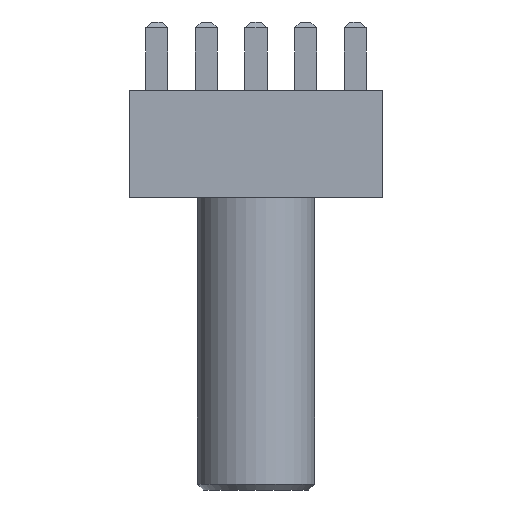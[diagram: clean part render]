
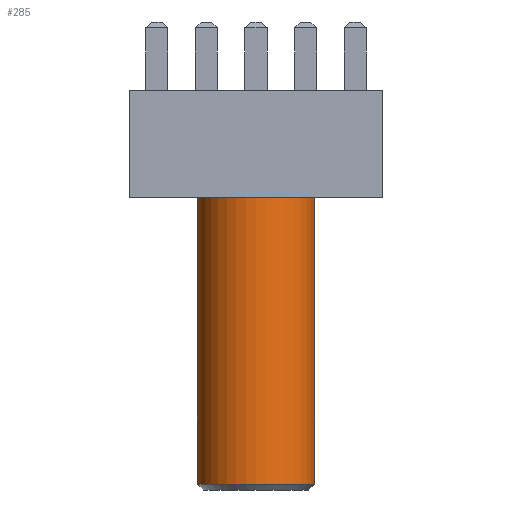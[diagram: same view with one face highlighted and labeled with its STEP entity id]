
A CAD part, front view. The second image highlights one B-rep face of the part: STEP entity #285.
In plain terms, the highlighted cylindrical face has radius 3 mm (diameter 6 mm), a partial arc.
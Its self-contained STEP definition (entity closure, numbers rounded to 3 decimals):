
#285 = ADVANCED_FACE ( 'NONE', ( #733 ), #735, .T. ) ;
#296 = EDGE_CURVE ( 'NONE', #4474, #4519, #913, .T. ) ;
#301 = EDGE_CURVE ( 'NONE', #3478, #3506, #3575, .T. ) ;
#725 = DIRECTION ( 'NONE',  ( 0., 0., 1. ) ) ;
#733 = FACE_OUTER_BOUND ( 'NONE', #3424, .T. ) ;
#734 = CARTESIAN_POINT ( 'NONE',  ( 0., 0., -15. ) ) ;
#735 = CYLINDRICAL_SURFACE ( 'NONE', #3772, 3. ) ;
#736 = DIRECTION ( 'NONE',  ( 1., 0., 0. ) ) ;
#907 = AXIS2_PLACEMENT_3D ( 'NONE', #2596, #2597, #2598 ) ;
#913 = CIRCLE ( 'NONE', #907, 3. ) ;
#2596 = CARTESIAN_POINT ( 'NONE',  ( 0., 0., 0. ) ) ;
#2597 = DIRECTION ( 'NONE',  ( 0., 0., -1. ) ) ;
#2598 = DIRECTION ( 'NONE',  ( -1., 0., 0. ) ) ;
#2612 = CARTESIAN_POINT ( 'NONE',  ( 0., 0., -14.7 ) ) ;
#2614 = DIRECTION ( 'NONE',  ( 0., 0., 1. ) ) ;
#2616 = DIRECTION ( 'NONE',  ( -1., 0., 0. ) ) ;
#3261 = ORIENTED_EDGE ( 'NONE', *, *, #296, .T. ) ;
#3424 = EDGE_LOOP ( 'NONE', ( #4127, #4153, #4126, #3261 ) ) ;
#3478 = VERTEX_POINT ( 'NONE', #6092 ) ;
#3506 = VERTEX_POINT ( 'NONE', #6117 ) ;
#3549 = VECTOR ( 'NONE', #5258, 1000. ) ;
#3575 = CIRCLE ( 'NONE', #3691, 3. ) ;
#3691 = AXIS2_PLACEMENT_3D ( 'NONE', #2612, #2614, #2616 ) ;
#3738 = VECTOR ( 'NONE', #5245, 1000. ) ;
#3772 = AXIS2_PLACEMENT_3D ( 'NONE', #734, #725, #736 ) ;
#4126 = ORIENTED_EDGE ( 'NONE', *, *, #4408, .T. ) ;
#4127 = ORIENTED_EDGE ( 'NONE', *, *, #4404, .F. ) ;
#4153 = ORIENTED_EDGE ( 'NONE', *, *, #301, .T. ) ;
#4404 = EDGE_CURVE ( 'NONE', #3478, #4519, #5240, .T. ) ;
#4408 = EDGE_CURVE ( 'NONE', #3506, #4474, #5248, .T. ) ;
#4474 = VERTEX_POINT ( 'NONE', #5376 ) ;
#4519 = VERTEX_POINT ( 'NONE', #5421 ) ;
#5233 = CARTESIAN_POINT ( 'NONE',  ( -3., 0., -15. ) ) ;
#5240 = LINE ( 'NONE', #5233, #3738 ) ;
#5245 = DIRECTION ( 'NONE',  ( 0., 0., 1. ) ) ;
#5248 = LINE ( 'NONE', #5249, #3549 ) ;
#5249 = CARTESIAN_POINT ( 'NONE',  ( 3., 0., -15. ) ) ;
#5258 = DIRECTION ( 'NONE',  ( 0., 0., 1. ) ) ;
#5376 = CARTESIAN_POINT ( 'NONE',  ( 3., 0., 0. ) ) ;
#5421 = CARTESIAN_POINT ( 'NONE',  ( -3., 0., 0. ) ) ;
#6092 = CARTESIAN_POINT ( 'NONE',  ( -3., 0., -14.7 ) ) ;
#6117 = CARTESIAN_POINT ( 'NONE',  ( 3., 0., -14.7 ) ) ;
